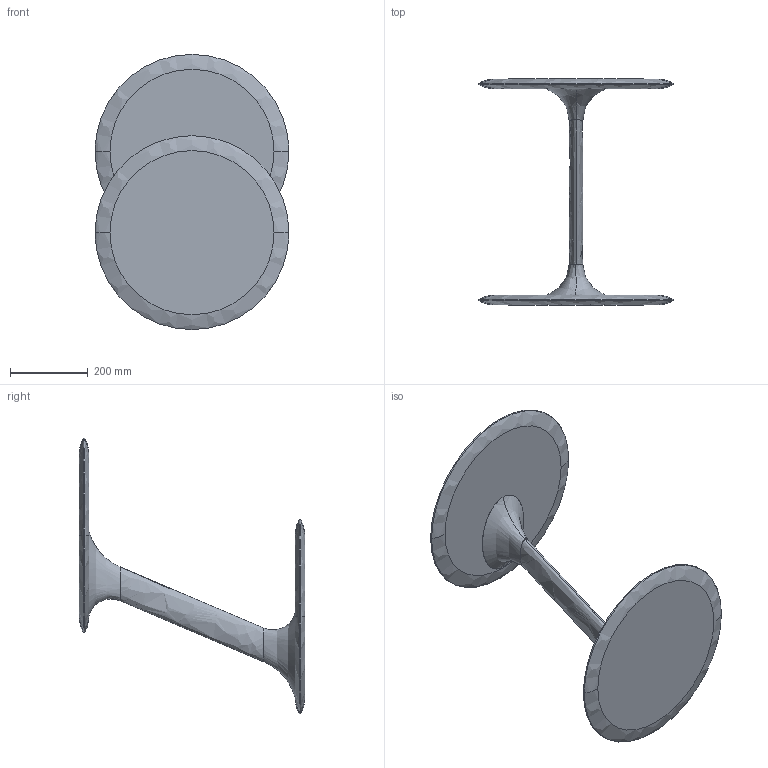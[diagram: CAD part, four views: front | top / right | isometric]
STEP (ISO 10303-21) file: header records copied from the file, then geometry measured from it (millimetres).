
FILE_DESCRIPTION (( 'STEP AP203' ), '1' );
FILE_NAME ('0. Henge side table - sklop.STEP', '2023-11-23T10:37:48', ( '' ), ( '' ), 'SwSTEP 2.0', 'SolidWorks 2023', '' );
FILE_SCHEMA (( 'CONFIG_CONTROL_DESIGN' ));
Length unit declared in the file: millimetre
Products named in the file (1): 0. Henge side table - sklop
Bounding box: 499.96 x 580 x 708.93 mm (x, y, z)
Volume: 10790194.2 mm3; surface area: 1152982.8 mm2
Topology: 6 solids, 7 shells, 68 faces, 144 edges, 96 vertices
Faces by surface type: plane 36, bspline 18, cylinder 10, torus 4
Entity records: 4835 total; most frequent: CARTESIAN_POINT 3383, ORIENTED_EDGE 288, DIRECTION 262, EDGE_CURVE 144, AXIS2_PLACEMENT_3D 99, VERTEX_POINT 96, EDGE_LOOP 74, FACE_OUTER_BOUND 68
